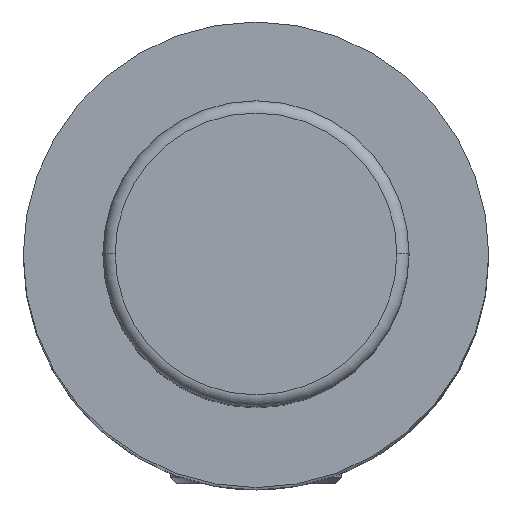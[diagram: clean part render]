
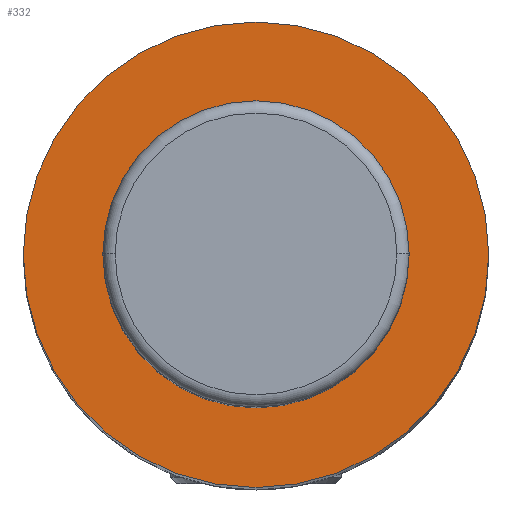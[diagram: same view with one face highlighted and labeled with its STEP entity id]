
A CAD part, top view. The second image highlights one B-rep face of the part: STEP entity #332.
In plain terms, the highlighted planar face has unit normal (0, 0, 1).
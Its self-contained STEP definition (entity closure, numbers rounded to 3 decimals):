
#48 = DIRECTION ( 'NONE',  ( 0., 0., 1. ) ) ;
#53 = ORIENTED_EDGE ( 'NONE', *, *, #2049, .F. ) ;
#71 = CARTESIAN_POINT ( 'NONE',  ( 0., 0., 115. ) ) ;
#130 = CARTESIAN_POINT ( 'NONE',  ( 19., 0., 115. ) ) ;
#263 = VERTEX_POINT ( 'NONE', #1749 ) ;
#266 = DIRECTION ( 'NONE',  ( -1., 0., 0. ) ) ;
#332 = ADVANCED_FACE ( 'NONE', ( #1056, #606 ), #1196, .T. ) ;
#362 = AXIS2_PLACEMENT_3D ( 'NONE', #71, #1405, #266 ) ;
#387 = CARTESIAN_POINT ( 'NONE',  ( -19., 0., 115. ) ) ;
#537 = DIRECTION ( 'NONE',  ( 0., 0., -1. ) ) ;
#558 = DIRECTION ( 'NONE',  ( 0., 0., -1. ) ) ;
#560 = CARTESIAN_POINT ( 'NONE',  ( 12.5, 0., 115. ) ) ;
#579 = VERTEX_POINT ( 'NONE', #130 ) ;
#606 = FACE_OUTER_BOUND ( 'NONE', #1329, .T. ) ;
#765 = CARTESIAN_POINT ( 'NONE',  ( 0., 0., 115. ) ) ;
#961 = DIRECTION ( 'NONE',  ( -1., 0., 0. ) ) ;
#1036 = VERTEX_POINT ( 'NONE', #560 ) ;
#1056 = FACE_BOUND ( 'NONE', #1717, .T. ) ;
#1063 = EDGE_CURVE ( 'NONE', #579, #1544, #1714, .T. ) ;
#1146 = CIRCLE ( 'NONE', #1470, 12.5 ) ;
#1196 = PLANE ( 'NONE',  #1932 ) ;
#1329 = EDGE_LOOP ( 'NONE', ( #53, #2172 ) ) ;
#1385 = DIRECTION ( 'NONE',  ( 1., 0., 0. ) ) ;
#1393 = AXIS2_PLACEMENT_3D ( 'NONE', #765, #2097, #961 ) ;
#1405 = DIRECTION ( 'NONE',  ( 0., 0., -1. ) ) ;
#1470 = AXIS2_PLACEMENT_3D ( 'NONE', #1672, #537, #1874 ) ;
#1544 = VERTEX_POINT ( 'NONE', #387 ) ;
#1672 = CARTESIAN_POINT ( 'NONE',  ( 0., 0., 115. ) ) ;
#1701 = CARTESIAN_POINT ( 'NONE',  ( 0., 0., 115. ) ) ;
#1714 = CIRCLE ( 'NONE', #1393, 19. ) ;
#1717 = EDGE_LOOP ( 'NONE', ( #2080, #1929 ) ) ;
#1749 = CARTESIAN_POINT ( 'NONE',  ( -12.5, 0., 115. ) ) ;
#1753 = EDGE_CURVE ( 'NONE', #1036, #263, #2074, .T. ) ;
#1874 = DIRECTION ( 'NONE',  ( -1., 0., 0. ) ) ;
#1899 = DIRECTION ( 'NONE',  ( -1., 0., 0. ) ) ;
#1924 = CIRCLE ( 'NONE', #2118, 19. ) ;
#1929 = ORIENTED_EDGE ( 'NONE', *, *, #1753, .T. ) ;
#1932 = AXIS2_PLACEMENT_3D ( 'NONE', #2351, #48, #1385 ) ;
#1973 = EDGE_CURVE ( 'NONE', #263, #1036, #1146, .T. ) ;
#2049 = EDGE_CURVE ( 'NONE', #1544, #579, #1924, .T. ) ;
#2074 = CIRCLE ( 'NONE', #362, 12.5 ) ;
#2080 = ORIENTED_EDGE ( 'NONE', *, *, #1973, .T. ) ;
#2097 = DIRECTION ( 'NONE',  ( 0., 0., -1. ) ) ;
#2118 = AXIS2_PLACEMENT_3D ( 'NONE', #1701, #558, #1899 ) ;
#2172 = ORIENTED_EDGE ( 'NONE', *, *, #1063, .F. ) ;
#2351 = CARTESIAN_POINT ( 'NONE',  ( -12.5, 0., 115. ) ) ;
